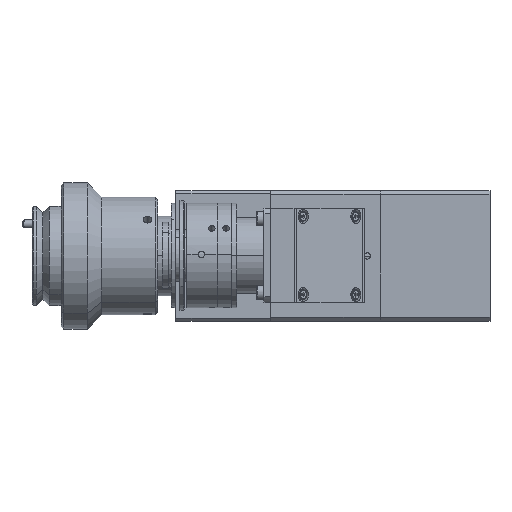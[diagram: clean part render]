
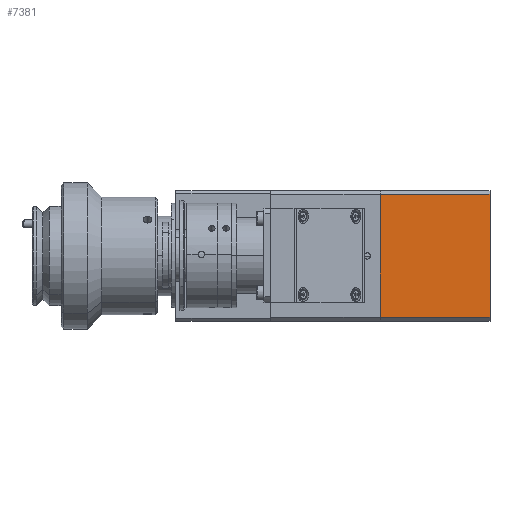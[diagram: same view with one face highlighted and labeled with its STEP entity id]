
A CAD part, top view. The second image highlights one B-rep face of the part: STEP entity #7381.
In plain terms, the highlighted planar face has unit normal (0, 0, 1).
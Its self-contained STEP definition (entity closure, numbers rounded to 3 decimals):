
#224 = ORIENTED_EDGE ( 'NONE', *, *, #30539, .F. ) ;
#1645 = DIRECTION ( 'NONE',  ( 0., -1., 0. ) ) ;
#1722 = CARTESIAN_POINT ( 'NONE',  ( 161.022, -25., 27.212 ) ) ;
#3782 = VERTEX_POINT ( 'NONE', #9863 ) ;
#4514 = ORIENTED_EDGE ( 'NONE', *, *, #21097, .T. ) ;
#7381 = ADVANCED_FACE ( 'NONE', ( #12153 ), #30693, .F. ) ;
#8306 = VECTOR ( 'NONE', #14020, 1000. ) ;
#9863 = CARTESIAN_POINT ( 'NONE',  ( 203.022, -23.5, 27.212 ) ) ;
#11699 = LINE ( 'NONE', #17469, #30965 ) ;
#12153 = FACE_OUTER_BOUND ( 'NONE', #31101, .T. ) ;
#12319 = CARTESIAN_POINT ( 'NONE',  ( 203.022, -23.5, 27.212 ) ) ;
#13655 = AXIS2_PLACEMENT_3D ( 'NONE', #33016, #25792, #23283 ) ;
#14020 = DIRECTION ( 'NONE',  ( 1., 0., 0. ) ) ;
#14556 = ORIENTED_EDGE ( 'NONE', *, *, #18415, .T. ) ;
#15083 = CARTESIAN_POINT ( 'NONE',  ( 161.022, -23.5, 27.212 ) ) ;
#16093 = VECTOR ( 'NONE', #25948, 1000. ) ;
#16643 = EDGE_CURVE ( 'NONE', #20001, #3782, #21110, .T. ) ;
#17469 = CARTESIAN_POINT ( 'NONE',  ( 203.022, 23.5, 27.212 ) ) ;
#18415 = EDGE_CURVE ( 'NONE', #31917, #20001, #28377, .T. ) ;
#20001 = VERTEX_POINT ( 'NONE', #15083 ) ;
#20895 = VERTEX_POINT ( 'NONE', #27336 ) ;
#21097 = EDGE_CURVE ( 'NONE', #20895, #31917, #11699, .T. ) ;
#21110 = LINE ( 'NONE', #12319, #8306 ) ;
#21770 = VECTOR ( 'NONE', #1645, 1000. ) ;
#23283 = DIRECTION ( 'NONE',  ( -1., 0., 0. ) ) ;
#23478 = LINE ( 'NONE', #28447, #16093 ) ;
#23833 = ORIENTED_EDGE ( 'NONE', *, *, #16643, .T. ) ;
#24046 = DIRECTION ( 'NONE',  ( -1., 0., 0. ) ) ;
#25242 = CARTESIAN_POINT ( 'NONE',  ( 161.022, 23.5, 27.212 ) ) ;
#25792 = DIRECTION ( 'NONE',  ( 0., 0., -1. ) ) ;
#25948 = DIRECTION ( 'NONE',  ( 0., -1., 0. ) ) ;
#27336 = CARTESIAN_POINT ( 'NONE',  ( 203.022, 23.5, 27.212 ) ) ;
#28377 = LINE ( 'NONE', #1722, #21770 ) ;
#28447 = CARTESIAN_POINT ( 'NONE',  ( 203.022, -25., 27.212 ) ) ;
#30539 = EDGE_CURVE ( 'NONE', #20895, #3782, #23478, .T. ) ;
#30693 = PLANE ( 'NONE',  #13655 ) ;
#30965 = VECTOR ( 'NONE', #24046, 1000. ) ;
#31101 = EDGE_LOOP ( 'NONE', ( #14556, #23833, #224, #4514 ) ) ;
#31917 = VERTEX_POINT ( 'NONE', #25242 ) ;
#33016 = CARTESIAN_POINT ( 'NONE',  ( 203.022, -25., 27.212 ) ) ;
